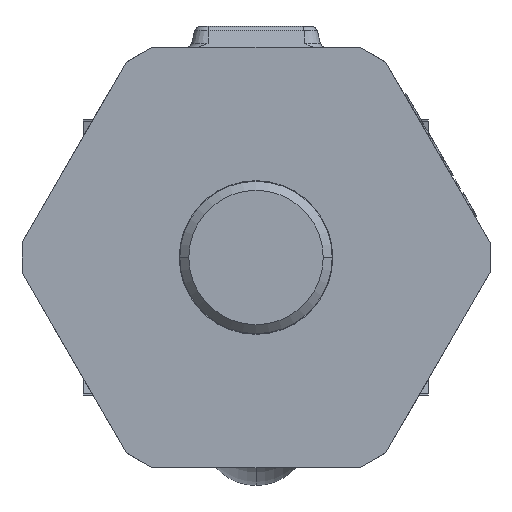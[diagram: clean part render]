
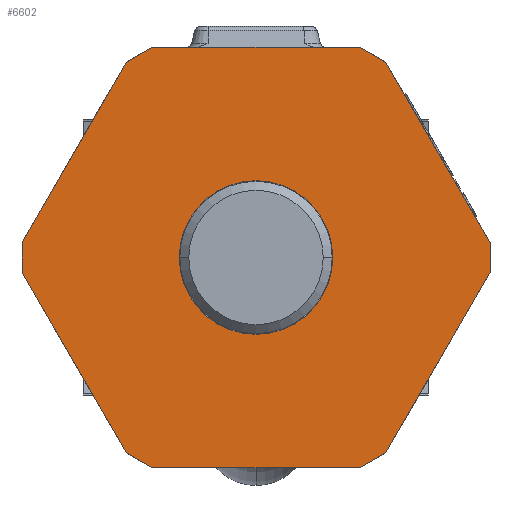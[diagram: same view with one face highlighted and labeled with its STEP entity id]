
A CAD part, front view. The second image highlights one B-rep face of the part: STEP entity #6602.
In plain terms, the highlighted face is planar.
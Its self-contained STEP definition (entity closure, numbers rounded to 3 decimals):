
#1=DIRECTION('',(0.,-1.,0.));
#2=VECTOR('',#1,4.9);
#3=CARTESIAN_POINT('',(-39.,2.45,0.));
#4=LINE('',#3,#2);
#5=DIRECTION('',(0.5,-0.866,0.));
#6=VECTOR('',#5,34.756);
#7=CARTESIAN_POINT('',(-39.,-2.45,0.));
#8=LINE('',#7,#6);
#9=DIRECTION('',(0.866,-0.5,0.));
#10=VECTOR('',#9,4.9);
#11=CARTESIAN_POINT('',(-21.622,-32.55,0.));
#12=LINE('',#11,#10);
#13=DIRECTION('',(1.,0.,0.));
#14=VECTOR('',#13,34.756);
#15=CARTESIAN_POINT('',(-17.378,-35.,0.));
#16=LINE('',#15,#14);
#17=DIRECTION('',(0.866,0.5,0.));
#18=VECTOR('',#17,4.9);
#19=CARTESIAN_POINT('',(17.378,-35.,0.));
#20=LINE('',#19,#18);
#21=DIRECTION('',(0.5,0.866,0.));
#22=VECTOR('',#21,34.756);
#23=CARTESIAN_POINT('',(21.622,-32.55,0.));
#24=LINE('',#23,#22);
#25=DIRECTION('',(0.,1.,0.));
#26=VECTOR('',#25,4.9);
#27=CARTESIAN_POINT('',(39.,-2.45,0.));
#28=LINE('',#27,#26);
#29=DIRECTION('',(-0.5,0.866,0.));
#30=VECTOR('',#29,34.756);
#31=CARTESIAN_POINT('',(39.,2.45,0.));
#32=LINE('',#31,#30);
#33=DIRECTION('',(-0.866,0.5,0.));
#34=VECTOR('',#33,4.9);
#35=CARTESIAN_POINT('',(21.622,32.55,0.));
#36=LINE('',#35,#34);
#37=DIRECTION('',(-1.,0.,0.));
#38=VECTOR('',#37,34.756);
#39=CARTESIAN_POINT('',(17.378,35.,0.));
#40=LINE('',#39,#38);
#41=DIRECTION('',(-0.866,-0.5,0.));
#42=VECTOR('',#41,4.9);
#43=CARTESIAN_POINT('',(-17.378,35.,0.));
#44=LINE('',#43,#42);
#45=DIRECTION('',(-0.5,-0.866,0.));
#46=VECTOR('',#45,34.756);
#47=CARTESIAN_POINT('',(-21.622,32.55,0.));
#48=LINE('',#47,#46);
#49=CARTESIAN_POINT('',(0.,0.,0.));
#50=DIRECTION('',(0.,0.,1.));
#51=DIRECTION('',(0.,1.,0.));
#52=AXIS2_PLACEMENT_3D('',#49,#50,#51);
#54=CARTESIAN_POINT('',(0.,0.,0.));
#55=DIRECTION('',(0.,0.,1.));
#56=DIRECTION('',(0.,-1.,0.));
#57=AXIS2_PLACEMENT_3D('',#54,#55,#56);
#5016=CARTESIAN_POINT('',(-39.,2.45,0.));
#5017=CARTESIAN_POINT('',(-39.,-2.45,0.));
#5018=VERTEX_POINT('',#5016);
#5019=VERTEX_POINT('',#5017);
#5020=CARTESIAN_POINT('',(39.,-2.45,0.));
#5021=CARTESIAN_POINT('',(39.,2.45,0.));
#5022=VERTEX_POINT('',#5020);
#5023=VERTEX_POINT('',#5021);
#5024=CARTESIAN_POINT('',(21.622,32.55,0.));
#5025=CARTESIAN_POINT('',(17.378,35.,0.));
#5026=VERTEX_POINT('',#5024);
#5027=VERTEX_POINT('',#5025);
#5028=CARTESIAN_POINT('',(-21.622,-32.55,0.));
#5029=CARTESIAN_POINT('',(-17.378,-35.,0.));
#5030=VERTEX_POINT('',#5028);
#5031=VERTEX_POINT('',#5029);
#5032=CARTESIAN_POINT('',(17.378,-35.,0.));
#5033=CARTESIAN_POINT('',(21.622,-32.55,0.));
#5034=VERTEX_POINT('',#5032);
#5035=VERTEX_POINT('',#5033);
#5036=CARTESIAN_POINT('',(-17.378,35.,0.));
#5037=CARTESIAN_POINT('',(-21.622,32.55,0.));
#5038=VERTEX_POINT('',#5036);
#5039=VERTEX_POINT('',#5037);
#5064=CARTESIAN_POINT('',(0.,12.8,0.));
#5065=CARTESIAN_POINT('',(0.,-12.8,0.));
#5066=VERTEX_POINT('',#5064);
#5067=VERTEX_POINT('',#5065);
#6565=CARTESIAN_POINT('',(0.,0.,0.));
#6566=DIRECTION('',(0.,0.,1.));
#6567=DIRECTION('',(1.,0.,0.));
#6568=AXIS2_PLACEMENT_3D('',#6565,#6566,#6567);
#6569=PLANE('',#6568);
#6571=ORIENTED_EDGE('',*,*,#6570,.T.);
#6573=ORIENTED_EDGE('',*,*,#6572,.T.);
#6575=ORIENTED_EDGE('',*,*,#6574,.T.);
#6577=ORIENTED_EDGE('',*,*,#6576,.T.);
#6579=ORIENTED_EDGE('',*,*,#6578,.T.);
#6581=ORIENTED_EDGE('',*,*,#6580,.T.);
#6583=ORIENTED_EDGE('',*,*,#6582,.T.);
#6585=ORIENTED_EDGE('',*,*,#6584,.T.);
#6587=ORIENTED_EDGE('',*,*,#6586,.T.);
#6589=ORIENTED_EDGE('',*,*,#6588,.T.);
#6591=ORIENTED_EDGE('',*,*,#6590,.T.);
#6593=ORIENTED_EDGE('',*,*,#6592,.T.);
#6594=EDGE_LOOP('',(#6571,#6573,#6575,#6577,#6579,#6581,#6583,#6585,#6587,#6589,
#6591,#6593));
#6595=FACE_OUTER_BOUND('',#6594,.F.);
#6597=ORIENTED_EDGE('',*,*,#6596,.F.);
#6599=ORIENTED_EDGE('',*,*,#6598,.F.);
#6600=EDGE_LOOP('',(#6597,#6599));
#6601=FACE_BOUND('',#6600,.F.);
#6602=ADVANCED_FACE('',(#6595,#6601),#6569,.F.);
#53=CIRCLE('',#52,12.8);
#58=CIRCLE('',#57,12.8);
#6570=EDGE_CURVE('',#5018,#5019,#4,.T.);
#6572=EDGE_CURVE('',#5019,#5030,#8,.T.);
#6574=EDGE_CURVE('',#5030,#5031,#12,.T.);
#6576=EDGE_CURVE('',#5031,#5034,#16,.T.);
#6578=EDGE_CURVE('',#5034,#5035,#20,.T.);
#6580=EDGE_CURVE('',#5035,#5022,#24,.T.);
#6582=EDGE_CURVE('',#5022,#5023,#28,.T.);
#6584=EDGE_CURVE('',#5023,#5026,#32,.T.);
#6586=EDGE_CURVE('',#5026,#5027,#36,.T.);
#6588=EDGE_CURVE('',#5027,#5038,#40,.T.);
#6590=EDGE_CURVE('',#5038,#5039,#44,.T.);
#6592=EDGE_CURVE('',#5039,#5018,#48,.T.);
#6596=EDGE_CURVE('',#5066,#5067,#53,.T.);
#6598=EDGE_CURVE('',#5067,#5066,#58,.T.);
